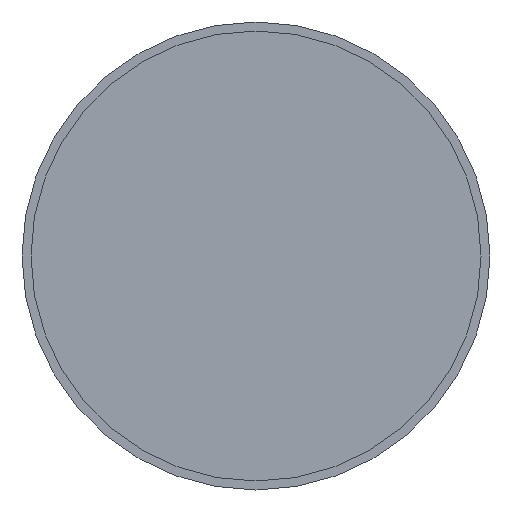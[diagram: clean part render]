
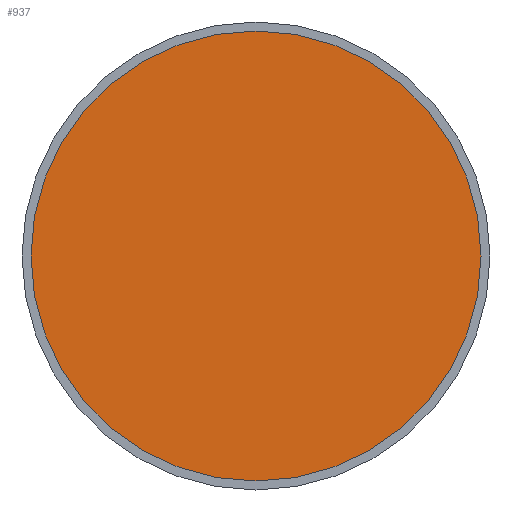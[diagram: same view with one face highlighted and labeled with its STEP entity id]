
A CAD part, front view. The second image highlights one B-rep face of the part: STEP entity #937.
In plain terms, the highlighted planar face has unit normal (0, -1, 0).
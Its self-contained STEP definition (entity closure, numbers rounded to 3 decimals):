
#67=PLANE('',#1074);
#116=FACE_OUTER_BOUND('',#172,.T.);
#172=EDGE_LOOP('',(#748,#749));
#292=CIRCLE('',#1072,25.);
#293=CIRCLE('',#1073,25.);
#391=VERTEX_POINT('',#1682);
#392=VERTEX_POINT('',#1683);
#518=EDGE_CURVE('',#391,#392,#292,.T.);
#519=EDGE_CURVE('',#392,#391,#293,.T.);
#748=ORIENTED_EDGE('',*,*,#518,.T.);
#749=ORIENTED_EDGE('',*,*,#519,.T.);
#937=ADVANCED_FACE('',(#116),#67,.T.);
#1072=AXIS2_PLACEMENT_3D('',#1684,#1333,#1334);
#1073=AXIS2_PLACEMENT_3D('',#1685,#1335,#1336);
#1074=AXIS2_PLACEMENT_3D('',#1687,#1338,#1339);
#1333=DIRECTION('center_axis',(0.,-1.,0.));
#1334=DIRECTION('ref_axis',(1.,0.,0.));
#1335=DIRECTION('center_axis',(0.,-1.,0.));
#1336=DIRECTION('ref_axis',(1.,0.,0.));
#1338=DIRECTION('center_axis',(0.,-1.,0.));
#1339=DIRECTION('ref_axis',(0.,0.,-1.));
#1682=CARTESIAN_POINT('',(25.,0.,0.));
#1683=CARTESIAN_POINT('',(-25.,0.,0.));
#1684=CARTESIAN_POINT('Origin',(0.,0.,0.));
#1685=CARTESIAN_POINT('Origin',(0.,0.,0.));
#1687=CARTESIAN_POINT('Origin',(12.5,0.,0.));
